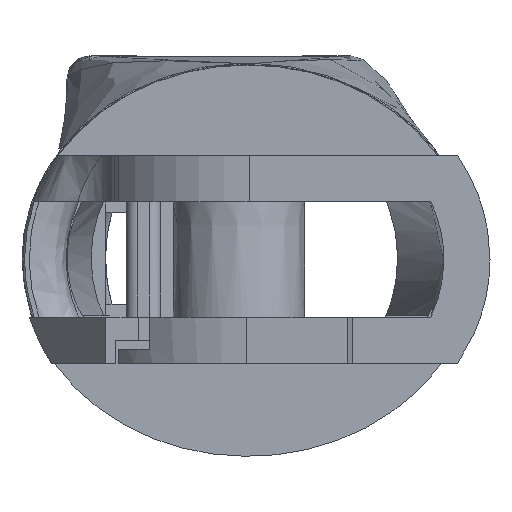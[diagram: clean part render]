
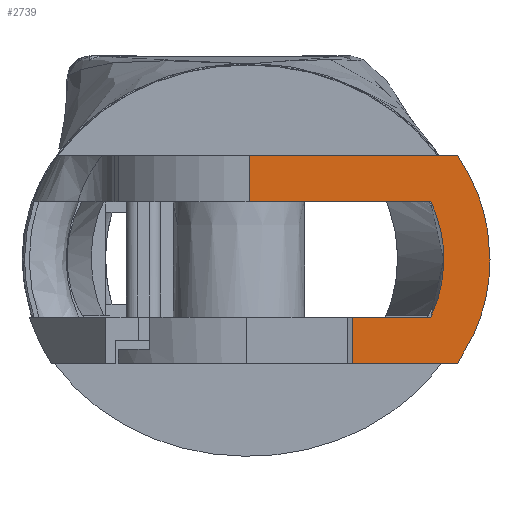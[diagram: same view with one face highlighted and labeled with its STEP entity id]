
A CAD part, left-side view. The second image highlights one B-rep face of the part: STEP entity #2739.
In plain terms, the highlighted face is planar.
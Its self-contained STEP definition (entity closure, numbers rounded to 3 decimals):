
#106=PLANE('',#2967);
#177=B_SPLINE_CURVE_WITH_KNOTS('',3,(#3828,#3829,#3830,#3831,#3832,#3833),
 .UNSPECIFIED.,.F.,.F.,(4,2,4),(-0.482,-0.244,0.),
 .UNSPECIFIED.);
#198=B_SPLINE_CURVE_WITH_KNOTS('',3,(#4243,#4244,#4245,#4246,#4247,#4248),
 .UNSPECIFIED.,.F.,.F.,(4,2,4),(-0.479,-0.237,0.),
 .UNSPECIFIED.);
#199=B_SPLINE_CURVE_WITH_KNOTS('',3,(#4256,#4257,#4258,#4259,#4260,#4261,
#4262,#4263,#4264,#4265,#4266,#4267,#4268),.UNSPECIFIED.,.F.,.F.,(4,3,3,
3,4),(-0.518,-0.437,-0.259,-0.081,
0.),.UNSPECIFIED.);
#371=FACE_OUTER_BOUND('',#513,.T.);
#513=EDGE_LOOP('',(#1897,#1898,#1899,#1900,#1901,#1902,#1903,#1904,#1905));
#670=LINE('',#4153,#867);
#680=LINE('',#4242,#877);
#681=LINE('',#4250,#878);
#682=LINE('',#4252,#879);
#683=LINE('',#4254,#880);
#684=LINE('',#4269,#881);
#867=VECTOR('',#3183,1000.);
#877=VECTOR('',#3197,1000.);
#878=VECTOR('',#3198,1000.);
#879=VECTOR('',#3199,1000.);
#880=VECTOR('',#3200,1000.);
#881=VECTOR('',#3201,1000.);
#1121=VERTEX_POINT('',#3826);
#1122=VERTEX_POINT('',#3827);
#1146=VERTEX_POINT('',#4151);
#1147=VERTEX_POINT('',#4152);
#1160=VERTEX_POINT('',#4241);
#1161=VERTEX_POINT('',#4249);
#1162=VERTEX_POINT('',#4251);
#1163=VERTEX_POINT('',#4253);
#1164=VERTEX_POINT('',#4255);
#1415=EDGE_CURVE('',#1121,#1122,#177,.T.);
#1442=EDGE_CURVE('',#1146,#1147,#670,.T.);
#1459=EDGE_CURVE('',#1160,#1147,#680,.T.);
#1460=EDGE_CURVE('',#1146,#1121,#198,.T.);
#1461=EDGE_CURVE('',#1122,#1161,#681,.T.);
#1462=EDGE_CURVE('',#1161,#1162,#682,.T.);
#1463=EDGE_CURVE('',#1163,#1162,#683,.T.);
#1464=EDGE_CURVE('',#1164,#1163,#199,.T.);
#1465=EDGE_CURVE('',#1160,#1164,#684,.T.);
#1897=ORIENTED_EDGE('',*,*,#1459,.T.);
#1898=ORIENTED_EDGE('',*,*,#1442,.F.);
#1899=ORIENTED_EDGE('',*,*,#1460,.T.);
#1900=ORIENTED_EDGE('',*,*,#1415,.T.);
#1901=ORIENTED_EDGE('',*,*,#1461,.T.);
#1902=ORIENTED_EDGE('',*,*,#1462,.T.);
#1903=ORIENTED_EDGE('',*,*,#1463,.F.);
#1904=ORIENTED_EDGE('',*,*,#1464,.F.);
#1905=ORIENTED_EDGE('',*,*,#1465,.F.);
#2739=ADVANCED_FACE('',(#371),#106,.T.);
#2967=AXIS2_PLACEMENT_3D('',#4240,#3195,#3196);
#3183=DIRECTION('',(0.,0.,1.));
#3195=DIRECTION('center_axis',(0.,1.,0.));
#3196=DIRECTION('ref_axis',(0.,0.,1.));
#3197=DIRECTION('',(1.,0.,0.));
#3198=DIRECTION('',(0.,0.,1.));
#3199=DIRECTION('',(1.,0.,0.));
#3200=DIRECTION('',(0.,0.,1.));
#3201=DIRECTION('',(0.,0.,-1.));
#3826=CARTESIAN_POINT('',(0.017,15.6,-10.5));
#3827=CARTESIAN_POINT('',(-4.5,15.6,-9.093));
#3828=CARTESIAN_POINT('Ctrl Pts',(0.017,15.6,-10.5));
#3829=CARTESIAN_POINT('Ctrl Pts',(-0.778,15.6,-10.502));
#3830=CARTESIAN_POINT('Ctrl Pts',(-1.563,15.6,-10.383));
#3831=CARTESIAN_POINT('Ctrl Pts',(-3.097,15.6,-9.906));
#3832=CARTESIAN_POINT('Ctrl Pts',(-3.827,15.6,-9.548));
#3833=CARTESIAN_POINT('Ctrl Pts',(-4.5,15.6,-9.093));
#4151=CARTESIAN_POINT('',(4.5,15.6,-9.093));
#4152=CARTESIAN_POINT('',(4.5,15.6,-4.549));
#4153=CARTESIAN_POINT('',(4.5,15.6,-10.525));
#4240=CARTESIAN_POINT('Origin',(0.,15.6,0.));
#4241=CARTESIAN_POINT('',(2.5,15.6,-4.549));
#4242=CARTESIAN_POINT('',(-19.006,15.6,-4.549));
#4243=CARTESIAN_POINT('Ctrl Pts',(4.5,15.6,-9.093));
#4244=CARTESIAN_POINT('Ctrl Pts',(3.832,15.6,-9.545));
#4245=CARTESIAN_POINT('Ctrl Pts',(3.107,15.6,-9.901));
#4246=CARTESIAN_POINT('Ctrl Pts',(1.585,15.6,-10.378));
#4247=CARTESIAN_POINT('Ctrl Pts',(0.806,15.6,-10.498));
#4248=CARTESIAN_POINT('Ctrl Pts',(0.017,15.6,-10.5));
#4249=CARTESIAN_POINT('',(-4.5,15.6,-0.056));
#4250=CARTESIAN_POINT('',(-4.5,15.6,-10.525));
#4251=CARTESIAN_POINT('',(-2.5,15.6,-0.056));
#4252=CARTESIAN_POINT('',(-9.014,15.6,-0.056));
#4253=CARTESIAN_POINT('',(-2.5,15.6,-7.935));
#4254=CARTESIAN_POINT('',(-2.5,15.6,-7.935));
#4255=CARTESIAN_POINT('',(2.5,15.6,-7.935));
#4256=CARTESIAN_POINT('Ctrl Pts',(2.5,15.6,-7.935));
#4257=CARTESIAN_POINT('Ctrl Pts',(2.248,15.6,-8.053));
#4258=CARTESIAN_POINT('Ctrl Pts',(1.992,15.6,-8.152));
#4259=CARTESIAN_POINT('Ctrl Pts',(1.732,15.6,-8.233));
#4260=CARTESIAN_POINT('Ctrl Pts',(1.164,15.6,-8.411));
#4261=CARTESIAN_POINT('Ctrl Pts',(0.582,15.6,-8.5));
#4262=CARTESIAN_POINT('Ctrl Pts',(0.,15.6,-8.5));
#4263=CARTESIAN_POINT('Ctrl Pts',(-0.582,15.6,-8.5));
#4264=CARTESIAN_POINT('Ctrl Pts',(-1.164,15.6,-8.411));
#4265=CARTESIAN_POINT('Ctrl Pts',(-1.732,15.6,-8.233));
#4266=CARTESIAN_POINT('Ctrl Pts',(-1.992,15.6,-8.152));
#4267=CARTESIAN_POINT('Ctrl Pts',(-2.248,15.6,-8.053));
#4268=CARTESIAN_POINT('Ctrl Pts',(-2.5,15.6,-7.935));
#4269=CARTESIAN_POINT('',(2.5,15.6,-7.935));
